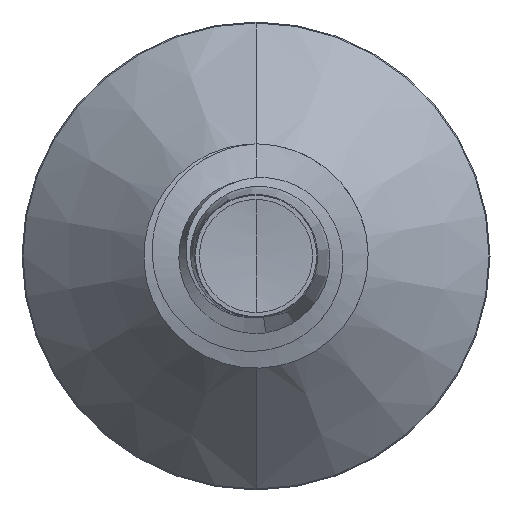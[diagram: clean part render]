
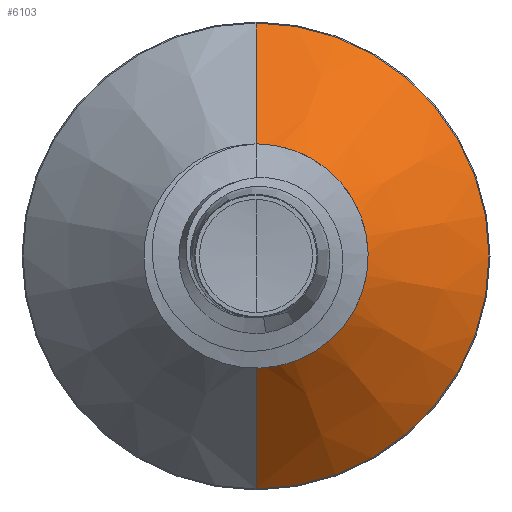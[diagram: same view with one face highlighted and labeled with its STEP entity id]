
A CAD part, front view. The second image highlights one B-rep face of the part: STEP entity #6103.
In plain terms, the highlighted conical face has half-angle 45 degrees and reference radius 1.633 mm.
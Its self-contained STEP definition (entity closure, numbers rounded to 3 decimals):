
#649 = ORIENTED_EDGE ( 'NONE', *, *, #3476, .T. ) ;
#1726 = DIRECTION ( 'NONE',  ( 0., 0.707, -0.707 ) ) ;
#1868 = VECTOR ( 'NONE', #1726, 1000. ) ;
#2035 = DIRECTION ( 'NONE',  ( 0., 1., 0. ) ) ;
#2070 = CARTESIAN_POINT ( 'NONE',  ( 0., 2.332, 0. ) ) ;
#2412 = ORIENTED_EDGE ( 'NONE', *, *, #4294, .T. ) ;
#2430 = VECTOR ( 'NONE', #8744, 1000. ) ;
#2604 = CARTESIAN_POINT ( 'NONE',  ( 0., 2.332, 1.632 ) ) ;
#2984 = ORIENTED_EDGE ( 'NONE', *, *, #6697, .F. ) ;
#3262 = EDGE_CURVE ( 'NONE', #9602, #9810, #9111, .T. ) ;
#3317 = VERTEX_POINT ( 'NONE', #5861 ) ;
#3476 = EDGE_CURVE ( 'NONE', #7146, #3317, #6597, .T. ) ;
#3866 = CIRCLE ( 'NONE', #8846, 1.632 ) ;
#3867 = CARTESIAN_POINT ( 'NONE',  ( 0., 2.332, -1.632 ) ) ;
#4242 = FACE_OUTER_BOUND ( 'NONE', #8172, .T. ) ;
#4257 = ORIENTED_EDGE ( 'NONE', *, *, #3262, .F. ) ;
#4261 = CARTESIAN_POINT ( 'NONE',  ( 0., 2.332, -1.632 ) ) ;
#4294 = EDGE_CURVE ( 'NONE', #9602, #7146, #3866, .T. ) ;
#5564 = AXIS2_PLACEMENT_3D ( 'NONE', #6649, #6049, #6277 ) ;
#5861 = CARTESIAN_POINT ( 'NONE',  ( 0., 4.335, -3.635 ) ) ;
#6014 = CONICAL_SURFACE ( 'NONE', #5564, 1.632, 0.785 ) ;
#6049 = DIRECTION ( 'NONE',  ( 0., 1., 0. ) ) ;
#6103 = ADVANCED_FACE ( 'NONE', ( #4242 ), #6014, .T. ) ;
#6277 = DIRECTION ( 'NONE',  ( 0., 0., 1. ) ) ;
#6597 = LINE ( 'NONE', #4261, #1868 ) ;
#6649 = CARTESIAN_POINT ( 'NONE',  ( 0., 2.332, 0. ) ) ;
#6697 = EDGE_CURVE ( 'NONE', #9810, #3317, #10420, .T. ) ;
#7146 = VERTEX_POINT ( 'NONE', #3867 ) ;
#7264 = CARTESIAN_POINT ( 'NONE',  ( 0., 2.332, 1.632 ) ) ;
#7736 = CARTESIAN_POINT ( 'NONE',  ( 0., 4.335, 3.635 ) ) ;
#8172 = EDGE_LOOP ( 'NONE', ( #2412, #649, #2984, #4257 ) ) ;
#8744 = DIRECTION ( 'NONE',  ( 0., 0.707, 0.707 ) ) ;
#8846 = AXIS2_PLACEMENT_3D ( 'NONE', #2070, #2035, #9321 ) ;
#9111 = LINE ( 'NONE', #7264, #2430 ) ;
#9321 = DIRECTION ( 'NONE',  ( 0., 0., 1. ) ) ;
#9469 = AXIS2_PLACEMENT_3D ( 'NONE', #10670, #10660, #10647 ) ;
#9602 = VERTEX_POINT ( 'NONE', #2604 ) ;
#9810 = VERTEX_POINT ( 'NONE', #7736 ) ;
#10420 = CIRCLE ( 'NONE', #9469, 3.635 ) ;
#10647 = DIRECTION ( 'NONE',  ( 0., 0., 1. ) ) ;
#10660 = DIRECTION ( 'NONE',  ( 0., 1., 0. ) ) ;
#10670 = CARTESIAN_POINT ( 'NONE',  ( 0., 4.335, 0. ) ) ;
